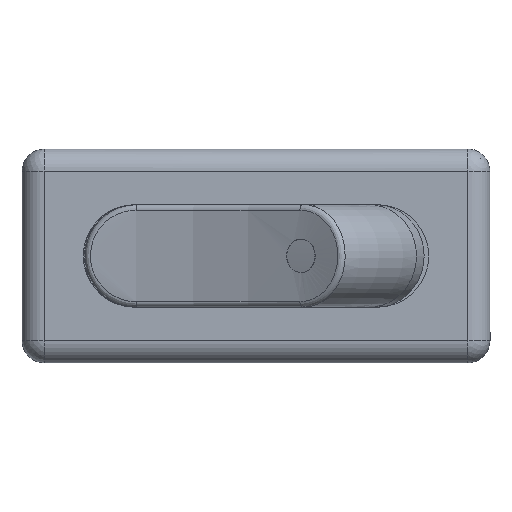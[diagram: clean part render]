
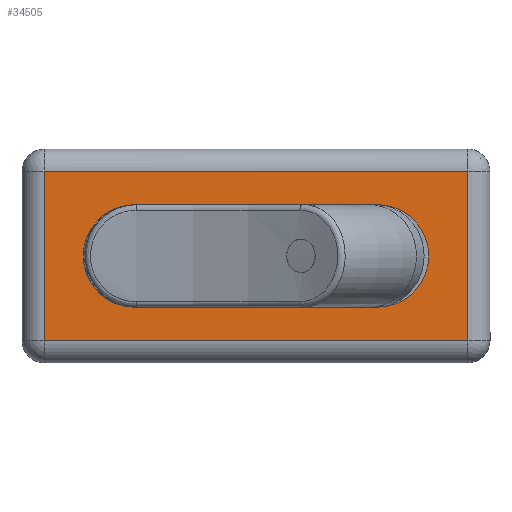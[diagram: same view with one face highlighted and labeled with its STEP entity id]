
A CAD part, top view. The second image highlights one B-rep face of the part: STEP entity #34505.
In plain terms, the highlighted planar face has unit normal (0, 0, 1).
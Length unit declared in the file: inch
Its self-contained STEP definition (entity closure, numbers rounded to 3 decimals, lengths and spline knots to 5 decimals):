
#1920=CARTESIAN_POINT('',(0.16986,-0.09055,0.63189));
#1921=VERTEX_POINT('',#1920);
#1922=CARTESIAN_POINT('',(-0.21041,-0.09055,0.63189));
#1923=VERTEX_POINT('',#1922);
#2187=CARTESIAN_POINT('',(-0.21041,0.09055,0.63189));
#2188=VERTEX_POINT('',#2187);
#2189=CARTESIAN_POINT('',(0.16986,0.09055,0.63189));
#2190=VERTEX_POINT('',#2189);
#3479=CARTESIAN_POINT('',(0.16986,-0.09055,0.63189));
#3480=DIRECTION('',(-1.0,0.0,0.0));
#3481=VECTOR('',#3480,0.38026);
#3482=LINE('',#3479,#3481);
#3483=EDGE_CURVE('',#1921,#1923,#3482,.T.);
#4732=CARTESIAN_POINT('',(-0.21041,0.09055,0.63189));
#4733=DIRECTION('',(1.0,0.0,0.0));
#4734=VECTOR('',#4733,0.38026);
#4735=LINE('',#4732,#4734);
#4736=EDGE_CURVE('',#2188,#2190,#4735,.T.);
#33993=CARTESIAN_POINT('',(-0.21457,0.09055,0.63189));
#33994=VERTEX_POINT('',#33993);
#34001=CARTESIAN_POINT('',(-0.21457,-0.09055,0.63189));
#34002=VERTEX_POINT('',#34001);
#34003=CARTESIAN_POINT('',(-0.21457,0.,0.63189));
#34004=DIRECTION('',(0.0,0.0,-1.0));
#34005=DIRECTION('',(1.0,0.0,0.0));
#34006=AXIS2_PLACEMENT_3D('',#34003,#34004,#34005);
#34007=CIRCLE('',#34006,0.09055);
#34008=EDGE_CURVE('',#34002,#33994,#34007,.T.);
#34033=CARTESIAN_POINT('',(-0.21041,-0.09055,0.63189));
#34034=DIRECTION('',(-1.0,0.0,0.0));
#34035=VECTOR('',#34034,0.00416);
#34036=LINE('',#34033,#34035);
#34037=EDGE_CURVE('',#1923,#34002,#34036,.T.);
#34040=CARTESIAN_POINT('',(0.21457,-0.09055,0.63189));
#34041=VERTEX_POINT('',#34040);
#34042=CARTESIAN_POINT('',(0.21457,-0.09055,0.63189));
#34043=DIRECTION('',(-1.0,0.0,0.0));
#34044=VECTOR('',#34043,0.04471);
#34045=LINE('',#34042,#34044);
#34046=EDGE_CURVE('',#34041,#1921,#34045,.T.);
#34076=CARTESIAN_POINT('',(0.21457,0.09055,0.63189));
#34077=VERTEX_POINT('',#34076);
#34078=CARTESIAN_POINT('',(0.21457,0.,0.63189));
#34079=DIRECTION('',(0.0,0.0,-1.0));
#34080=DIRECTION('',(-1.0,0.0,0.0));
#34081=AXIS2_PLACEMENT_3D('',#34078,#34079,#34080);
#34082=CIRCLE('',#34081,0.09055);
#34083=EDGE_CURVE('',#34077,#34041,#34082,.T.);
#34106=CARTESIAN_POINT('',(0.16986,0.09055,0.63189));
#34107=DIRECTION('',(1.0,0.0,0.0));
#34108=VECTOR('',#34107,0.04471);
#34109=LINE('',#34106,#34108);
#34110=EDGE_CURVE('',#2190,#34077,#34109,.T.);
#34113=CARTESIAN_POINT('',(-0.21457,0.09055,0.63189));
#34114=DIRECTION('',(1.0,0.0,0.0));
#34115=VECTOR('',#34114,0.00416);
#34116=LINE('',#34113,#34115);
#34117=EDGE_CURVE('',#33994,#2188,#34116,.T.);
#34158=CARTESIAN_POINT('',(-0.37402,0.14961,0.63189));
#34159=VERTEX_POINT('',#34158);
#34167=CARTESIAN_POINT('',(0.37402,0.14961,0.63189));
#34168=VERTEX_POINT('',#34167);
#34169=CARTESIAN_POINT('',(-0.37402,0.14961,0.63189));
#34170=DIRECTION('',(1.0,0.0,0.0));
#34171=VECTOR('',#34170,0.74803);
#34172=LINE('',#34169,#34171);
#34173=EDGE_CURVE('',#34159,#34168,#34172,.T.);
#34207=CARTESIAN_POINT('',(0.37402,-0.14961,0.63189));
#34208=VERTEX_POINT('',#34207);
#34209=CARTESIAN_POINT('',(0.37402,0.14961,0.63189));
#34210=DIRECTION('',(0.0,-1.0,0.0));
#34211=VECTOR('',#34210,0.29921);
#34212=LINE('',#34209,#34211);
#34213=EDGE_CURVE('',#34168,#34208,#34212,.T.);
#34247=CARTESIAN_POINT('',(-0.37402,-0.14961,0.63189));
#34248=VERTEX_POINT('',#34247);
#34249=CARTESIAN_POINT('',(0.37402,-0.14961,0.63189));
#34250=DIRECTION('',(-1.0,0.0,0.0));
#34251=VECTOR('',#34250,0.74803);
#34252=LINE('',#34249,#34251);
#34253=EDGE_CURVE('',#34208,#34248,#34252,.T.);
#34304=CARTESIAN_POINT('',(-0.37402,-0.14961,0.63189));
#34305=DIRECTION('',(0.0,1.0,0.0));
#34306=VECTOR('',#34305,0.29921);
#34307=LINE('',#34304,#34306);
#34308=EDGE_CURVE('',#34248,#34159,#34307,.T.);
#34484=CARTESIAN_POINT('',(-0.41142,-0.16457,0.63189));
#34485=DIRECTION('',(0.0,0.0,1.0));
#34486=DIRECTION('',(1.0,0.0,0.0));
#34487=AXIS2_PLACEMENT_3D('',#34484,#34485,#34486);
#34488=PLANE('',#34487);
#34489=ORIENTED_EDGE('',*,*,#34173,.F.);
#34490=ORIENTED_EDGE('',*,*,#34308,.F.);
#34491=ORIENTED_EDGE('',*,*,#34253,.F.);
#34492=ORIENTED_EDGE('',*,*,#34213,.F.);
#34493=EDGE_LOOP('',(#34489,#34490,#34491,#34492));
#34494=FACE_OUTER_BOUND('',#34493,.T.);
#34495=ORIENTED_EDGE('',*,*,#34008,.T.);
#34496=ORIENTED_EDGE('',*,*,#34117,.T.);
#34497=ORIENTED_EDGE('',*,*,#4736,.T.);
#34498=ORIENTED_EDGE('',*,*,#34110,.T.);
#34499=ORIENTED_EDGE('',*,*,#34083,.T.);
#34500=ORIENTED_EDGE('',*,*,#34046,.T.);
#34501=ORIENTED_EDGE('',*,*,#3483,.T.);
#34502=ORIENTED_EDGE('',*,*,#34037,.T.);
#34503=EDGE_LOOP('',(#34495,#34496,#34497,#34498,#34499,#34500,#34501,#34502));
#34504=FACE_BOUND('',#34503,.T.);
#34505=ADVANCED_FACE('',(#34494,#34504),#34488,.T.);
